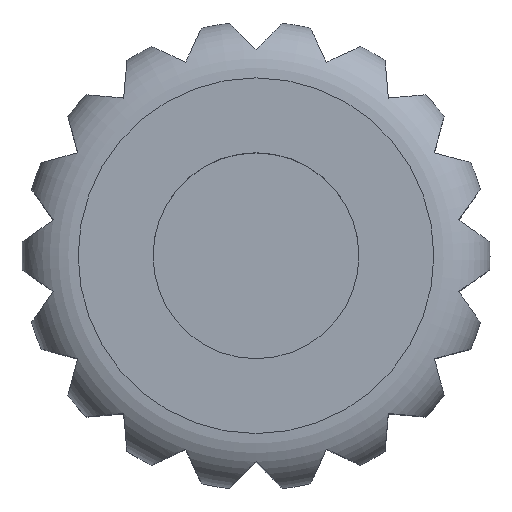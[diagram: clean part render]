
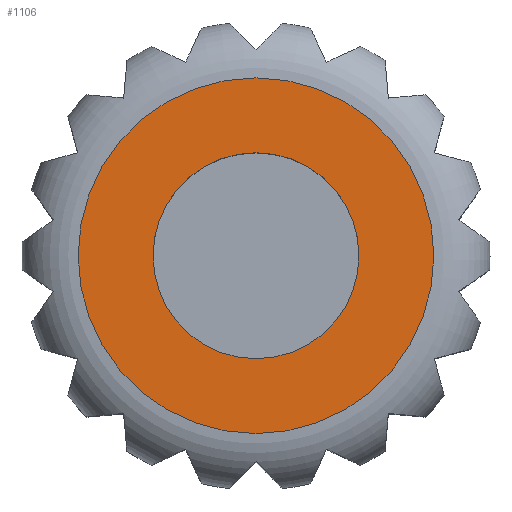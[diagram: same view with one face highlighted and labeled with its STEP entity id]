
A CAD part, top view. The second image highlights one B-rep face of the part: STEP entity #1106.
In plain terms, the highlighted planar face has unit normal (0, 0, 1).
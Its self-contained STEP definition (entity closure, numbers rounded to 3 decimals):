
#15=FACE_BOUND('',#198,.T.);
#56=CIRCLE('',#1183,4.75);
#77=CIRCLE('',#1223,2.75);
#137=FACE_OUTER_BOUND('',#197,.T.);
#197=EDGE_LOOP('',(#1003));
#198=EDGE_LOOP('',(#1004));
#494=VERTEX_POINT('',#2293);
#496=VERTEX_POINT('',#2335);
#645=EDGE_CURVE('',#494,#494,#56,.T.);
#666=EDGE_CURVE('',#496,#496,#77,.T.);
#1003=ORIENTED_EDGE('',*,*,#645,.F.);
#1004=ORIENTED_EDGE('',*,*,#666,.T.);
#1047=PLANE('',#1222);
#1106=ADVANCED_FACE('',(#137,#15),#1047,.T.);
#1183=AXIS2_PLACEMENT_3D('',#2294,#1402,#1403);
#1222=AXIS2_PLACEMENT_3D('',#2334,#1480,#1481);
#1223=AXIS2_PLACEMENT_3D('',#2336,#1482,#1483);
#1402=DIRECTION('center_axis',(0.,0.,-1.));
#1403=DIRECTION('ref_axis',(1.,0.,0.));
#1480=DIRECTION('center_axis',(0.,0.,1.));
#1481=DIRECTION('ref_axis',(1.,0.,0.));
#1482=DIRECTION('center_axis',(0.,0.,-1.));
#1483=DIRECTION('ref_axis',(1.,0.,0.));
#2293=CARTESIAN_POINT('',(-4.75,0.,3.));
#2294=CARTESIAN_POINT('Origin',(0.,0.,3.));
#2334=CARTESIAN_POINT('Origin',(0.,0.,3.));
#2335=CARTESIAN_POINT('',(-2.75,0.,3.));
#2336=CARTESIAN_POINT('Origin',(0.,0.,3.));
